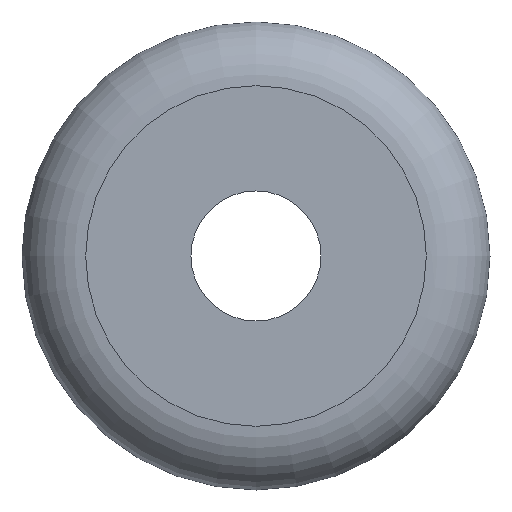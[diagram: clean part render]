
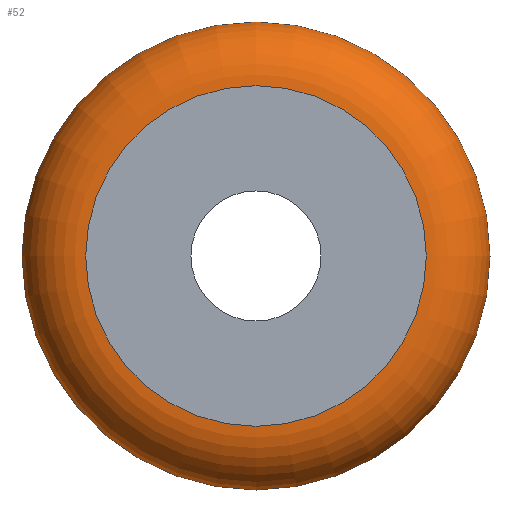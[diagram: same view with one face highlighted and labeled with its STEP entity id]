
A CAD part, front view. The second image highlights one B-rep face of the part: STEP entity #52.
In plain terms, the highlighted toroidal (fillet/blend) face has major radius 3.275 mm and minor radius 1.25 mm.
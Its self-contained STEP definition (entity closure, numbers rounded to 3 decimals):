
#15=ORIENTED_EDGE('',*,*,#23,.F.);
#16=ORIENTED_EDGE('',*,*,#24,.T.);
#23=EDGE_CURVE('',#27,#27,#31,.T.);
#24=EDGE_CURVE('',#28,#28,#32,.T.);
#27=VERTEX_POINT('',#98);
#28=VERTEX_POINT('',#100);
#31=CIRCLE('',#70,4.5);
#32=CIRCLE('',#71,3.275);
#35=EDGE_LOOP('',(#15));
#36=EDGE_LOOP('',(#16));
#43=FACE_BOUND('',#35,.T.);
#44=FACE_BOUND('',#36,.T.);
#51=TOROIDAL_SURFACE('',#69,3.275,1.25);
#52=ADVANCED_FACE('',(#43,#44),#51,.T.);
#69=AXIS2_PLACEMENT_3D('',#96,#79,#80);
#70=AXIS2_PLACEMENT_3D('',#97,#81,#82);
#71=AXIS2_PLACEMENT_3D('',#99,#83,#84);
#79=DIRECTION('',(0.,-1.,0.));
#80=DIRECTION('',(1.,0.,0.));
#81=DIRECTION('',(0.,1.,0.));
#82=DIRECTION('',(1.,0.,0.));
#83=DIRECTION('',(0.,1.,0.));
#84=DIRECTION('',(-1.,0.,0.));
#96=CARTESIAN_POINT('',(0.,0.25,0.));
#97=CARTESIAN_POINT('',(0.,0.,0.));
#98=CARTESIAN_POINT('',(4.5,0.,0.));
#99=CARTESIAN_POINT('',(0.,-1.,0.));
#100=CARTESIAN_POINT('',(-3.275,-1.,0.));
